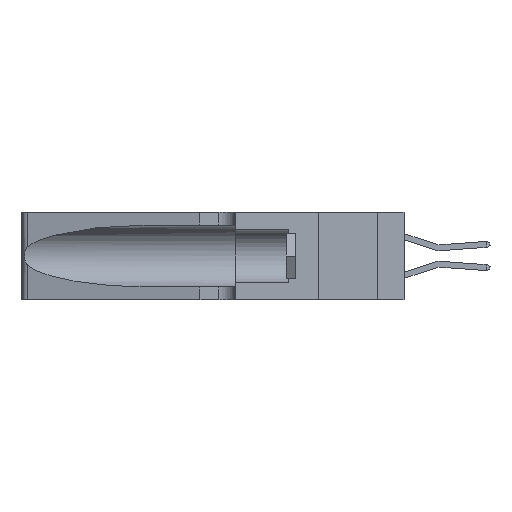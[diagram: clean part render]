
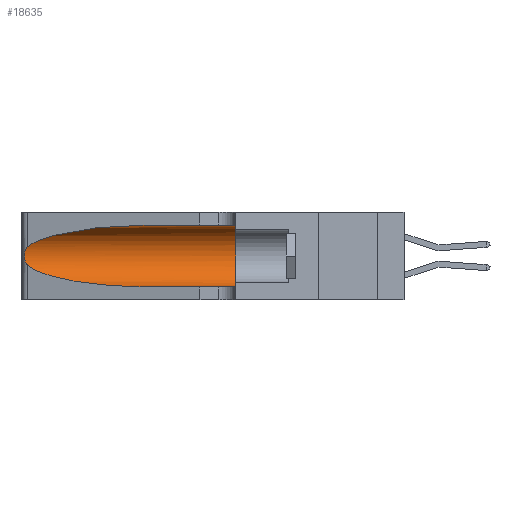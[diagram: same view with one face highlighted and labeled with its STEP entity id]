
A CAD part, left-side view. The second image highlights one B-rep face of the part: STEP entity #18635.
In plain terms, the highlighted cylindrical face has radius 3.308 mm (diameter 6.617 mm), a partial arc.
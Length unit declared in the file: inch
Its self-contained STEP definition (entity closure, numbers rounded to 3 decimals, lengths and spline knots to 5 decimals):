
#384 = CARTESIAN_POINT ( 'NONE',  ( 0.1305, 0.35, 0.185 ) ) ;
#911 = CARTESIAN_POINT ( 'NONE',  ( 0.25856, 1.23593, 0.16098 ) ) ;
#1180 = ORIENTED_EDGE ( 'NONE', *, *, #21922, .T. ) ;
#1448 = VERTEX_POINT ( 'NONE', #14913 ) ;
#1620 = VECTOR ( 'NONE', #8916, 39.37008 ) ;
#1652 = EDGE_LOOP ( 'NONE', ( #3856, #1180, #14296, #1998, #7766, #16592 ) ) ;
#1764 = EDGE_CURVE ( 'NONE', #14346, #1448, #18959, .T. ) ;
#1998 = ORIENTED_EDGE ( 'NONE', *, *, #15172, .T. ) ;
#2211 = DIRECTION ( 'NONE',  ( 0., 0., 1. ) ) ;
#2651 = CARTESIAN_POINT ( 'NONE',  ( 0.25487, 1.22718, 0.22369 ) ) ;
#2704 = CARTESIAN_POINT ( 'NONE',  ( 0.18966, 0.96281, 0.31525 ) ) ;
#2728 = CARTESIAN_POINT ( 'NONE',  ( 0.25639, 1.23186, 0.15144 ) ) ;
#3032 = CARTESIAN_POINT ( 'NONE',  ( 0.25487, 1.22718, 0.14631 ) ) ;
#3742 = CARTESIAN_POINT ( 'NONE',  ( 0.1305, 1.61858, 0.05475 ) ) ;
#3856 = ORIENTED_EDGE ( 'NONE', *, *, #4037, .T. ) ;
#4025 = DIRECTION ( 'NONE',  ( 0., -1., 0. ) ) ;
#4037 = EDGE_CURVE ( 'NONE', #14346, #9355, #13528, .T. ) ;
#4179 = CYLINDRICAL_SURFACE ( 'NONE', #16917, 0.13025 ) ;
#4558 = CARTESIAN_POINT ( 'NONE',  ( 0.25487, 1.22718, 0.14631 ) ) ;
#4602 = CARTESIAN_POINT ( 'NONE',  ( 0.25487, 1.22718, 0.22369 ) ) ;
#4807 = CARTESIAN_POINT ( 'NONE',  ( 0.1305, 1.61858, 0.31525 ) ) ;
#4860 = CARTESIAN_POINT ( 'NONE',  ( 0.2373, 1.15595, 0.08982 ) ) ;
#5531 = CARTESIAN_POINT ( 'NONE',  ( 0.1305, 0.35, 0.05475 ) ) ;
#6041 = B_SPLINE_CURVE_WITH_KNOTS ( 'NONE', 3,
 ( #2651, #13449, #6293, #18743, #8123, #20474, #9932, #22184, #11734, #911, #13523, #2728, #15287, #4558 ),
 .UNSPECIFIED., .F., .F.,
 ( 4, 2, 2, 2, 2, 2, 4 ),
 ( 0., 0.00027, 0.00053, 0.00107, 0.0016, 0.00187, 0.00214 ),
 .UNSPECIFIED. ) ;
#6293 = CARTESIAN_POINT ( 'NONE',  ( 0.25639, 1.23184, 0.21858 ) ) ;
#7717 = VERTEX_POINT ( 'NONE', #5531 ) ;
#7766 = ORIENTED_EDGE ( 'NONE', *, *, #18611, .F. ) ;
#8123 = CARTESIAN_POINT ( 'NONE',  ( 0.25854, 1.2359, 0.20912 ) ) ;
#8916 = DIRECTION ( 'NONE',  ( 0., -1., 0. ) ) ;
#9218 = DIRECTION ( 'NONE',  ( 0., -1., 0. ) ) ;
#9355 = VERTEX_POINT ( 'NONE', #14332 ) ;
#9932 = CARTESIAN_POINT ( 'NONE',  ( 0.26075, 1.23896, 0.19203 ) ) ;
#10316 = CARTESIAN_POINT ( 'NONE',  ( 0.18966, 0.96281, 0.05475 ) ) ;
#11734 = CARTESIAN_POINT ( 'NONE',  ( 0.26017, 1.23833, 0.17102 ) ) ;
#12178 = AXIS2_PLACEMENT_3D ( 'NONE', #384, #13002, #2211 ) ;
#12325 = LINE ( 'NONE', #3742, #20558 ) ;
#12545 =( BOUNDED_CURVE ( )  B_SPLINE_CURVE ( 3, ( #3032, #4860, #10316, #22567 ),
 .UNSPECIFIED., .F., .F. ) 
 B_SPLINE_CURVE_WITH_KNOTS ( ( 4, 4 ),
 ( 3.44316, 4.71239 ),
 .UNSPECIFIED. ) 
 CURVE ( )  GEOMETRIC_REPRESENTATION_ITEM ( )  RATIONAL_B_SPLINE_CURVE ( ( 1., 0.87, 0.87, 1. ) ) 
 REPRESENTATION_ITEM ( '' )  );
#13002 = DIRECTION ( 'NONE',  ( 0., 1., 0. ) ) ;
#13449 = CARTESIAN_POINT ( 'NONE',  ( 0.25555, 1.22994, 0.2215 ) ) ;
#13523 = CARTESIAN_POINT ( 'NONE',  ( 0.25789, 1.23486, 0.15765 ) ) ;
#13528 =( BOUNDED_CURVE ( )  B_SPLINE_CURVE ( 3, ( #15333, #2704, #13574, #4602 ),
 .UNSPECIFIED., .F., .F. ) 
 B_SPLINE_CURVE_WITH_KNOTS ( ( 4, 4 ),
 ( 1.5708, 2.84003 ),
 .UNSPECIFIED. ) 
 CURVE ( )  GEOMETRIC_REPRESENTATION_ITEM ( )  RATIONAL_B_SPLINE_CURVE ( ( 1., 0.87, 0.87, 1. ) ) 
 REPRESENTATION_ITEM ( '' )  );
#13574 = CARTESIAN_POINT ( 'NONE',  ( 0.2373, 1.15595, 0.28018 ) ) ;
#13999 = CIRCLE ( 'NONE', #12178, 0.13025 ) ;
#14296 = ORIENTED_EDGE ( 'NONE', *, *, #19538, .T. ) ;
#14332 = CARTESIAN_POINT ( 'NONE',  ( 0.25487, 1.22718, 0.22369 ) ) ;
#14346 = VERTEX_POINT ( 'NONE', #19393 ) ;
#14717 = DIRECTION ( 'NONE',  ( 0., 0., -1. ) ) ;
#14913 = CARTESIAN_POINT ( 'NONE',  ( 0.1305, 0.35, 0.31525 ) ) ;
#15172 = EDGE_CURVE ( 'NONE', #18177, #7717, #12325, .T. ) ;
#15287 = CARTESIAN_POINT ( 'NONE',  ( 0.25555, 1.22993, 0.14849 ) ) ;
#15333 = CARTESIAN_POINT ( 'NONE',  ( 0.1305, 0.72297, 0.31525 ) ) ;
#16282 = VERTEX_POINT ( 'NONE', #17681 ) ;
#16548 = CARTESIAN_POINT ( 'NONE',  ( 0.1305, 1.61858, 0.185 ) ) ;
#16592 = ORIENTED_EDGE ( 'NONE', *, *, #1764, .F. ) ;
#16917 = AXIS2_PLACEMENT_3D ( 'NONE', #16548, #4025, #14717 ) ;
#17681 = CARTESIAN_POINT ( 'NONE',  ( 0.25487, 1.22718, 0.14631 ) ) ;
#18177 = VERTEX_POINT ( 'NONE', #22876 ) ;
#18415 = FACE_OUTER_BOUND ( 'NONE', #1652, .T. ) ;
#18611 = EDGE_CURVE ( 'NONE', #1448, #7717, #13999, .T. ) ;
#18635 = ADVANCED_FACE ( 'NONE', ( #18415 ), #4179, .F. ) ;
#18743 = CARTESIAN_POINT ( 'NONE',  ( 0.25787, 1.23484, 0.2124 ) ) ;
#18959 = LINE ( 'NONE', #4807, #1620 ) ;
#19393 = CARTESIAN_POINT ( 'NONE',  ( 0.1305, 0.72297, 0.31525 ) ) ;
#19538 = EDGE_CURVE ( 'NONE', #16282, #18177, #12545, .T. ) ;
#20474 = CARTESIAN_POINT ( 'NONE',  ( 0.26018, 1.23835, 0.19895 ) ) ;
#20558 = VECTOR ( 'NONE', #9218, 39.37008 ) ;
#21922 = EDGE_CURVE ( 'NONE', #9355, #16282, #6041, .T. ) ;
#22184 = CARTESIAN_POINT ( 'NONE',  ( 0.26075, 1.23896, 0.178 ) ) ;
#22567 = CARTESIAN_POINT ( 'NONE',  ( 0.1305, 0.72297, 0.05475 ) ) ;
#22876 = CARTESIAN_POINT ( 'NONE',  ( 0.1305, 0.72297, 0.05475 ) ) ;
